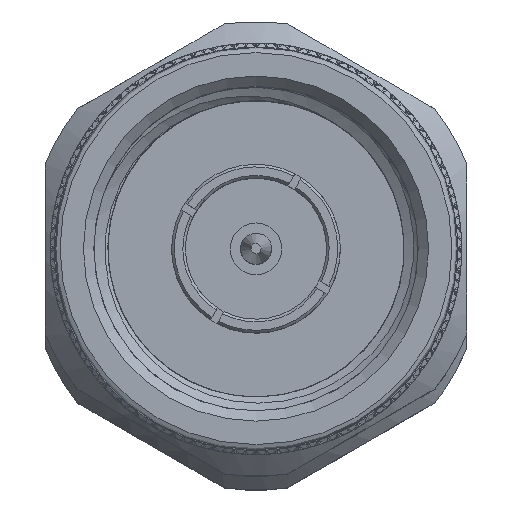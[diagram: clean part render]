
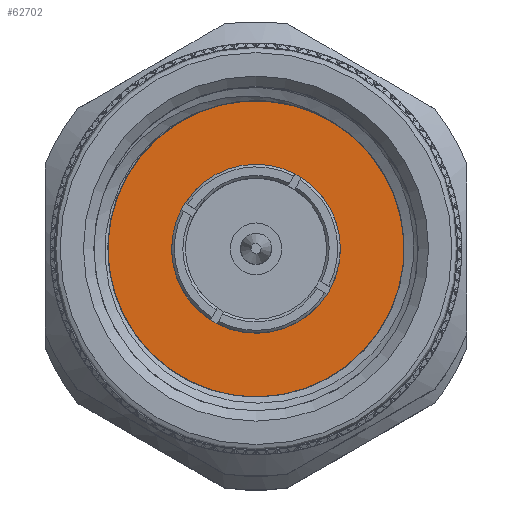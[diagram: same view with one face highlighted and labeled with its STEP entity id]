
A CAD part, top view. The second image highlights one B-rep face of the part: STEP entity #62702.
In plain terms, the highlighted face is planar.
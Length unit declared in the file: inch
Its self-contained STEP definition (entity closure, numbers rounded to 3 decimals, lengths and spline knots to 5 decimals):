
#461 = CARTESIAN_POINT ( 'NONE',  ( 0.385, -0.18991, -0.23475 ) ) ;
#2239 = CARTESIAN_POINT ( 'NONE',  ( 0.385, 0.27796, 0.08117 ) ) ;
#2485 = CARTESIAN_POINT ( 'NONE',  ( 0.385, 0.28635, 0.02173 ) ) ;
#2521 = EDGE_CURVE ( 'NONE', #61434, #65762, #4932, .T. ) ;
#4121 = CARTESIAN_POINT ( 'NONE',  ( 0.385, 0., 0.3042 ) ) ;
#4759 = B_SPLINE_CURVE_WITH_KNOTS ( 'NONE', 3,
 ( #4121, #50430, #8344, #50683, #32246, #58140, #68408, #38261, #76308, #22022, #50174, #70246, #62693, #46195, #64243, #63960, #27784, #2239, #14353, #44387, #2485, #69986, #9920, #68664 ),
 .UNSPECIFIED., .F., .F.,
 ( 4, 2, 2, 1, 2, 2, 2, 2, 2, 2, 1, 2, 4 ),
 ( 0., 0.00154, 0.0023, 0.00307, 0.00384, 0.00461, 0.00614, 0.00768, 0.00922, 0.00998, 0.01075, 0.01152, 0.01229 ),
 .UNSPECIFIED. ) ;
#4807 = CIRCLE ( 'NONE', #58009, 0.3125 ) ;
#4932 = B_SPLINE_CURVE_WITH_KNOTS ( 'NONE', 3,
 ( #47878, #42378, #36258, #72190, #47622, #72449, #66143, #23698, #5289, #41588, #6094, #5825, #41856, #60691, #53729, #461, #23432, #17579, #36496, #29953, #54531, #11854, #47367, #71664, #29453, #17845, #59892, #54016, #35493, #11334 ),
 .UNSPECIFIED., .F., .F.,
 ( 4, 2, 2, 2, 2, 2, 2, 2, 2, 2, 2, 2, 2, 2, 4 ),
 ( 0., 0.00112, 0.00224, 0.00336, 0.00449, 0.00673, 0.00897, 0.01009, 0.01122, 0.01234, 0.01346, 0.01458, 0.0157, 0.01682, 0.01795 ),
 .UNSPECIFIED. ) ;
#5289 = CARTESIAN_POINT ( 'NONE',  ( 0.385, 0.04654, -0.28859 ) ) ;
#5825 = CARTESIAN_POINT ( 'NONE',  ( 0.385, -0.08497, -0.28614 ) ) ;
#6094 = CARTESIAN_POINT ( 'NONE',  ( 0.385, -0.02648, -0.29501 ) ) ;
#8344 = CARTESIAN_POINT ( 'NONE',  ( 0.385, 0.04024, 0.30072 ) ) ;
#9920 = CARTESIAN_POINT ( 'NONE',  ( 0.385, 0.28588, -0.00857 ) ) ;
#10292 = EDGE_CURVE ( 'NONE', #44706, #44706, #23718, .T. ) ;
#10479 = DIRECTION ( 'NONE',  ( -1., 0., 0. ) ) ;
#11314 = CARTESIAN_POINT ( 'NONE',  ( 0.385, 0., 0.3125 ) ) ;
#11334 = CARTESIAN_POINT ( 'NONE',  ( 0.385, -0.31183, 0.02043 ) ) ;
#11854 = CARTESIAN_POINT ( 'NONE',  ( 0.385, -0.27538, -0.13538 ) ) ;
#11870 = CARTESIAN_POINT ( 'NONE',  ( 0.385, 0., 0. ) ) ;
#13044 = DIRECTION ( 'NONE',  ( 0., 0., 1. ) ) ;
#14353 = CARTESIAN_POINT ( 'NONE',  ( 0.385, 0.28213, 0.06152 ) ) ;
#14905 = DIRECTION ( 'NONE',  ( 0., 0., 1. ) ) ;
#16369 = CARTESIAN_POINT ( 'NONE',  ( 0.385, 0.23949, -0.15974 ) ) ;
#16855 = CARTESIAN_POINT ( 'NONE',  ( 0.385, 0., 0.1625 ) ) ;
#17579 = CARTESIAN_POINT ( 'NONE',  ( 0.385, -0.22304, -0.2059 ) ) ;
#17845 = CARTESIAN_POINT ( 'NONE',  ( 0.385, -0.30565, -0.05292 ) ) ;
#18702 = B_SPLINE_CURVE_WITH_KNOTS ( 'NONE', 3,
 ( #41096, #23216, #34505, #16369, #47128, #22955 ),
 .UNSPECIFIED., .F., .F.,
 ( 4, 2, 4 ),
 ( 0., 0.00285, 0.0057 ),
 .UNSPECIFIED. ) ;
#18914 = ORIENTED_EDGE ( 'NONE', *, *, #64684, .T. ) ;
#22022 = CARTESIAN_POINT ( 'NONE',  ( 0.385, 0.16031, 0.25097 ) ) ;
#22166 = EDGE_CURVE ( 'NONE', #72481, #54778, #73274, .T. ) ;
#22955 = CARTESIAN_POINT ( 'NONE',  ( 0.385, 0.1882, -0.2146 ) ) ;
#23216 = CARTESIAN_POINT ( 'NONE',  ( 0.385, 0.28238, -0.05599 ) ) ;
#23432 = CARTESIAN_POINT ( 'NONE',  ( 0.385, -0.20138, -0.22571 ) ) ;
#23698 = CARTESIAN_POINT ( 'NONE',  ( 0.385, 0.06102, -0.28528 ) ) ;
#23718 = CIRCLE ( 'NONE', #46483, 0.1625 ) ;
#25152 = VECTOR ( 'NONE', #61445, 39.37008 ) ;
#27784 = CARTESIAN_POINT ( 'NONE',  ( 0.385, 0.27534, 0.09098 ) ) ;
#29453 = CARTESIAN_POINT ( 'NONE',  ( 0.385, -0.29826, -0.08117 ) ) ;
#29953 = CARTESIAN_POINT ( 'NONE',  ( 0.385, -0.25185, -0.17238 ) ) ;
#30375 = FACE_OUTER_BOUND ( 'NONE', #72505, .T. ) ;
#32119 = ORIENTED_EDGE ( 'NONE', *, *, #75739, .T. ) ;
#32246 = CARTESIAN_POINT ( 'NONE',  ( 0.385, 0.07946, 0.29067 ) ) ;
#33524 = ORIENTED_EDGE ( 'NONE', *, *, #2521, .T. ) ;
#34505 = CARTESIAN_POINT ( 'NONE',  ( 0.385, 0.27255, -0.09269 ) ) ;
#35493 = CARTESIAN_POINT ( 'NONE',  ( 0.385, -0.31227, 0.00563 ) ) ;
#36088 = VERTEX_POINT ( 'NONE', #36281 ) ;
#36258 = CARTESIAN_POINT ( 'NONE',  ( 0.385, 0.16602, -0.23408 ) ) ;
#36281 = CARTESIAN_POINT ( 'NONE',  ( 0.385, 0.28483, -0.01866 ) ) ;
#36496 = CARTESIAN_POINT ( 'NONE',  ( 0.385, -0.23327, -0.19508 ) ) ;
#36580 = ORIENTED_EDGE ( 'NONE', *, *, #22166, .F. ) ;
#38186 = CARTESIAN_POINT ( 'NONE',  ( 0.385, 0.1882, -0.2146 ) ) ;
#38261 = CARTESIAN_POINT ( 'NONE',  ( 0.385, 0.13459, 0.26698 ) ) ;
#41096 = CARTESIAN_POINT ( 'NONE',  ( 0.385, 0.28483, -0.01866 ) ) ;
#41588 = CARTESIAN_POINT ( 'NONE',  ( 0.385, 0.00284, -0.29512 ) ) ;
#41856 = CARTESIAN_POINT ( 'NONE',  ( 0.385, -0.1129, -0.27754 ) ) ;
#42378 = CARTESIAN_POINT ( 'NONE',  ( 0.385, 0.17745, -0.2248 ) ) ;
#44387 = CARTESIAN_POINT ( 'NONE',  ( 0.385, 0.28526, 0.04175 ) ) ;
#44706 = VERTEX_POINT ( 'NONE', #16855 ) ;
#46195 = CARTESIAN_POINT ( 'NONE',  ( 0.385, 0.23795, 0.17286 ) ) ;
#46483 = AXIS2_PLACEMENT_3D ( 'NONE', #59247, #10479, #77114 ) ;
#47128 = CARTESIAN_POINT ( 'NONE',  ( 0.385, 0.21633, -0.18994 ) ) ;
#47367 = CARTESIAN_POINT ( 'NONE',  ( 0.385, -0.28212, -0.12217 ) ) ;
#47622 = CARTESIAN_POINT ( 'NONE',  ( 0.385, 0.12895, -0.25838 ) ) ;
#47878 = CARTESIAN_POINT ( 'NONE',  ( 0.385, 0.1882, -0.2146 ) ) ;
#48307 = DIRECTION ( 'NONE',  ( -1., 0., 0. ) ) ;
#50174 = CARTESIAN_POINT ( 'NONE',  ( 0.385, 0.18453, 0.23289 ) ) ;
#50430 = CARTESIAN_POINT ( 'NONE',  ( 0.385, 0.02027, 0.30347 ) ) ;
#50683 = CARTESIAN_POINT ( 'NONE',  ( 0.385, 0.06974, 0.29356 ) ) ;
#51033 = DIRECTION ( 'NONE',  ( -1., 0., 0. ) ) ;
#53729 = CARTESIAN_POINT ( 'NONE',  ( 0.385, -0.16567, -0.25111 ) ) ;
#54016 = CARTESIAN_POINT ( 'NONE',  ( 0.385, -0.31168, -0.00919 ) ) ;
#54531 = CARTESIAN_POINT ( 'NONE',  ( 0.385, -0.26026, -0.16044 ) ) ;
#54778 = VERTEX_POINT ( 'NONE', #11314 ) ;
#55216 = PLANE ( 'NONE',  #65880 ) ;
#56246 = CARTESIAN_POINT ( 'NONE',  ( 0.385, -0.31183, 0.02043 ) ) ;
#57629 = EDGE_LOOP ( 'NONE', ( #60710 ) ) ;
#58009 = AXIS2_PLACEMENT_3D ( 'NONE', #62981, #51033, #14905 ) ;
#58140 = CARTESIAN_POINT ( 'NONE',  ( 0.385, 0.09839, 0.28399 ) ) ;
#59247 = CARTESIAN_POINT ( 'NONE',  ( 0.385, 0., 0. ) ) ;
#59892 = CARTESIAN_POINT ( 'NONE',  ( 0.385, -0.30835, -0.03853 ) ) ;
#60691 = CARTESIAN_POINT ( 'NONE',  ( 0.385, -0.15282, -0.25847 ) ) ;
#60710 = ORIENTED_EDGE ( 'NONE', *, *, #10292, .F. ) ;
#61434 = VERTEX_POINT ( 'NONE', #38186 ) ;
#61445 = DIRECTION ( 'NONE',  ( 0., 0., 1. ) ) ;
#61599 = EDGE_CURVE ( 'NONE', #36088, #61434, #18702, .T. ) ;
#62693 = CARTESIAN_POINT ( 'NONE',  ( 0.385, 0.22599, 0.18946 ) ) ;
#62702 = ADVANCED_FACE ( 'NONE', ( #65326, #30375 ), #55216, .T. ) ;
#62981 = CARTESIAN_POINT ( 'NONE',  ( 0.385, 0., 0. ) ) ;
#63960 = CARTESIAN_POINT ( 'NONE',  ( 0.385, 0.26599, 0.11982 ) ) ;
#64243 = CARTESIAN_POINT ( 'NONE',  ( 0.385, 0.25787, 0.13811 ) ) ;
#64684 = EDGE_CURVE ( 'NONE', #65762, #54778, #4807, .T. ) ;
#65326 = FACE_BOUND ( 'NONE', #57629, .T. ) ;
#65762 = VERTEX_POINT ( 'NONE', #56246 ) ;
#65880 = AXIS2_PLACEMENT_3D ( 'NONE', #66566, #48307, #13044 ) ;
#66143 = CARTESIAN_POINT ( 'NONE',  ( 0.385, 0.08897, -0.2766 ) ) ;
#66566 = CARTESIAN_POINT ( 'NONE',  ( 0.385, 0., 0. ) ) ;
#68408 = CARTESIAN_POINT ( 'NONE',  ( 0.385, 0.11691, 0.2764 ) ) ;
#68664 = CARTESIAN_POINT ( 'NONE',  ( 0.385, 0.28483, -0.01866 ) ) ;
#69986 = CARTESIAN_POINT ( 'NONE',  ( 0.385, 0.28639, 0.00159 ) ) ;
#70246 = CARTESIAN_POINT ( 'NONE',  ( 0.385, 0.19929, 0.21939 ) ) ;
#70564 = CARTESIAN_POINT ( 'NONE',  ( 0.385, 0., 0.3042 ) ) ;
#71664 = CARTESIAN_POINT ( 'NONE',  ( 0.385, -0.29356, -0.09502 ) ) ;
#72190 = CARTESIAN_POINT ( 'NONE',  ( 0.385, 0.14181, -0.25086 ) ) ;
#72449 = CARTESIAN_POINT ( 'NONE',  ( 0.385, 0.10256, -0.27122 ) ) ;
#72481 = VERTEX_POINT ( 'NONE', #70564 ) ;
#72505 = EDGE_LOOP ( 'NONE', ( #36580, #32119, #72892, #33524, #18914 ) ) ;
#72892 = ORIENTED_EDGE ( 'NONE', *, *, #61599, .T. ) ;
#73274 = LINE ( 'NONE', #11870, #25152 ) ;
#75739 = EDGE_CURVE ( 'NONE', #72481, #36088, #4759, .T. ) ;
#76308 = CARTESIAN_POINT ( 'NONE',  ( 0.385, 0.15185, 0.25664 ) ) ;
#77114 = DIRECTION ( 'NONE',  ( 0., 0., 1. ) ) ;
